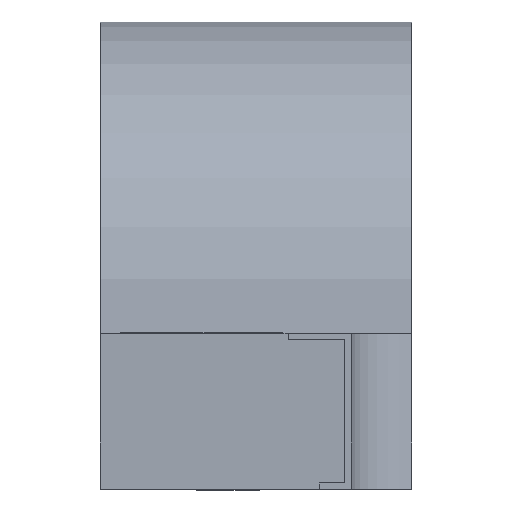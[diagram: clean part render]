
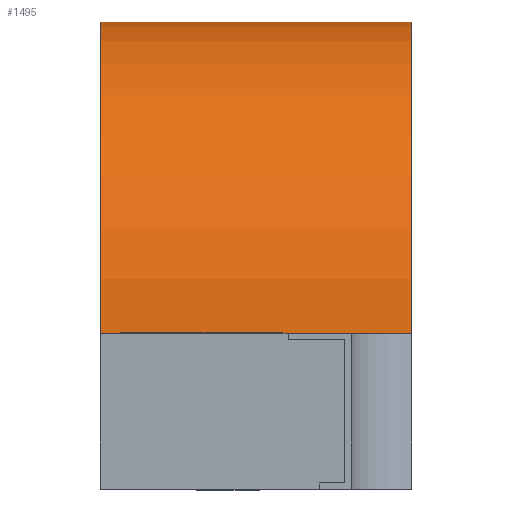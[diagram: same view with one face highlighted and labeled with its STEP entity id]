
A CAD part, left-side view. The second image highlights one B-rep face of the part: STEP entity #1495.
In plain terms, the highlighted cylindrical face has radius 1 mm (diameter 2 mm), a partial arc.
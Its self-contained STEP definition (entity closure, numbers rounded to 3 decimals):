
#112 = ORIENTED_EDGE ( 'NONE', *, *, #1765, .T. ) ;
#116 = ORIENTED_EDGE ( 'NONE', *, *, #1743, .T. ) ;
#119 = ORIENTED_EDGE ( 'NONE', *, *, #1761, .T. ) ;
#156 = ORIENTED_EDGE ( 'NONE', *, *, #1773, .T. ) ;
#1495 = ADVANCED_FACE ( 'NONE', ( #11019 ), #11037, .T. ) ;
#1597 = CIRCLE ( 'NONE', #6597, 1. ) ;
#1598 = CIRCLE ( 'NONE', #6585, 1. ) ;
#1743 = EDGE_CURVE ( 'NONE', #2666, #2665, #4692, .T. ) ;
#1761 = EDGE_CURVE ( 'NONE', #2652, #2648, #4764, .T. ) ;
#1765 = EDGE_CURVE ( 'NONE', #2648, #2666, #1598, .T. ) ;
#1773 = EDGE_CURVE ( 'NONE', #2665, #2652, #1597, .T. ) ;
#2648 = VERTEX_POINT ( 'NONE', #9304 ) ;
#2652 = VERTEX_POINT ( 'NONE', #9306 ) ;
#2665 = VERTEX_POINT ( 'NONE', #9349 ) ;
#2666 = VERTEX_POINT ( 'NONE', #9334 ) ;
#3035 = EDGE_LOOP ( 'NONE', ( #156, #119, #112, #116 ) ) ;
#3873 = CARTESIAN_POINT ( 'NONE',  ( -3088.921, 3676.636, -28.157 ) ) ;
#3880 = DIRECTION ( 'NONE',  ( 0., -1., 0. ) ) ;
#3881 = DIRECTION ( 'NONE',  ( 1., 0., 0. ) ) ;
#4692 = LINE ( 'NONE', #4696, #7818 ) ;
#4696 = CARTESIAN_POINT ( 'NONE',  ( -3089.921, 3676.136, -28.157 ) ) ;
#4699 = DIRECTION ( 'NONE',  ( 0., -1., 0. ) ) ;
#4764 = LINE ( 'NONE', #4766, #6587 ) ;
#4765 = DIRECTION ( 'NONE',  ( 0., 1., 0. ) ) ;
#4766 = CARTESIAN_POINT ( 'NONE',  ( -3087.921, 3676.136, -28.157 ) ) ;
#4769 = CARTESIAN_POINT ( 'NONE',  ( -3088.921, 3676.636, -28.157 ) ) ;
#4782 = DIRECTION ( 'NONE',  ( 1., 0., 0. ) ) ;
#4794 = CARTESIAN_POINT ( 'NONE',  ( -3088.921, 3675.636, -28.157 ) ) ;
#4803 = DIRECTION ( 'NONE',  ( 0., -1., 0. ) ) ;
#4806 = DIRECTION ( 'NONE',  ( 0., 1., 0. ) ) ;
#4811 = DIRECTION ( 'NONE',  ( -1., 0., 0. ) ) ;
#6585 = AXIS2_PLACEMENT_3D ( 'NONE', #4769, #4803, #4782 ) ;
#6587 = VECTOR ( 'NONE', #4765, 1000. ) ;
#6597 = AXIS2_PLACEMENT_3D ( 'NONE', #4794, #4806, #4811 ) ;
#7818 = VECTOR ( 'NONE', #4699, 1000. ) ;
#9304 = CARTESIAN_POINT ( 'NONE',  ( -3087.921, 3676.636, -28.157 ) ) ;
#9306 = CARTESIAN_POINT ( 'NONE',  ( -3087.921, 3675.636, -28.157 ) ) ;
#9334 = CARTESIAN_POINT ( 'NONE',  ( -3089.921, 3676.636, -28.157 ) ) ;
#9349 = CARTESIAN_POINT ( 'NONE',  ( -3089.921, 3675.636, -28.157 ) ) ;
#11019 = FACE_OUTER_BOUND ( 'NONE', #3035, .T. ) ;
#11037 = CYLINDRICAL_SURFACE ( 'NONE', #11046, 1. ) ;
#11046 = AXIS2_PLACEMENT_3D ( 'NONE', #3873, #3880, #3881 ) ;
